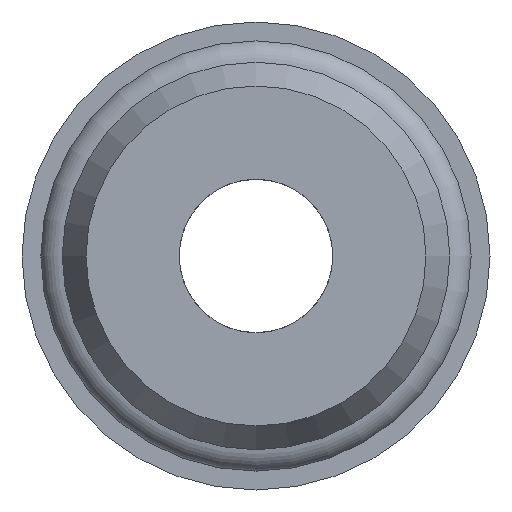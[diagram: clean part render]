
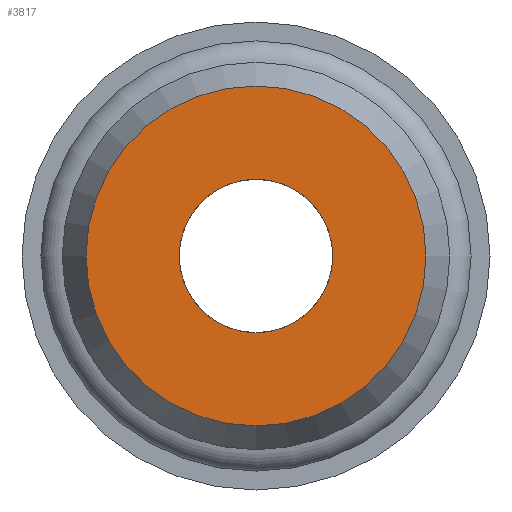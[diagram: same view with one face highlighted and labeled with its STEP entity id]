
A CAD part, front view. The second image highlights one B-rep face of the part: STEP entity #3817.
In plain terms, the highlighted planar face has unit normal (0, -1, 0).
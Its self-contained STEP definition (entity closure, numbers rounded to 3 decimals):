
#60=CIRCLE('',#3980,4.1);
#63=CIRCLE('',#3995,9.08);
#103=PLANE('',#3994);
#857=ORIENTED_EDGE('',*,*,#1561,.F.);
#858=ORIENTED_EDGE('',*,*,#1609,.T.);
#1561=EDGE_CURVE('',#1943,#1943,#60,.T.);
#1609=EDGE_CURVE('',#1978,#1978,#63,.T.);
#1943=VERTEX_POINT('',#5492);
#1978=VERTEX_POINT('',#5941);
#2248=EDGE_LOOP('',(#857));
#2249=EDGE_LOOP('',(#858));
#2449=FACE_BOUND('',#2248,.T.);
#2450=FACE_BOUND('',#2249,.T.);
#3817=ADVANCED_FACE('',(#2449,#2450),#103,.T.);
#3980=AXIS2_PLACEMENT_3D('',#5491,#4253,#4254);
#3994=AXIS2_PLACEMENT_3D('',#5939,#4307,#4308);
#3995=AXIS2_PLACEMENT_3D('',#5940,#4309,#4310);
#4253=DIRECTION('',(0.,-1.,0.));
#4254=DIRECTION('',(0.,0.,-1.));
#4307=DIRECTION('',(0.,-1.,0.));
#4308=DIRECTION('',(0.,0.,-1.));
#4309=DIRECTION('',(0.,-1.,0.));
#4310=DIRECTION('',(0.,0.,-1.));
#5491=CARTESIAN_POINT('',(0.,0.,0.));
#5492=CARTESIAN_POINT('',(0.,0.,-4.1));
#5939=CARTESIAN_POINT('',(0.,0.,0.));
#5940=CARTESIAN_POINT('',(0.,0.,0.));
#5941=CARTESIAN_POINT('',(0.,0.,-9.08));
